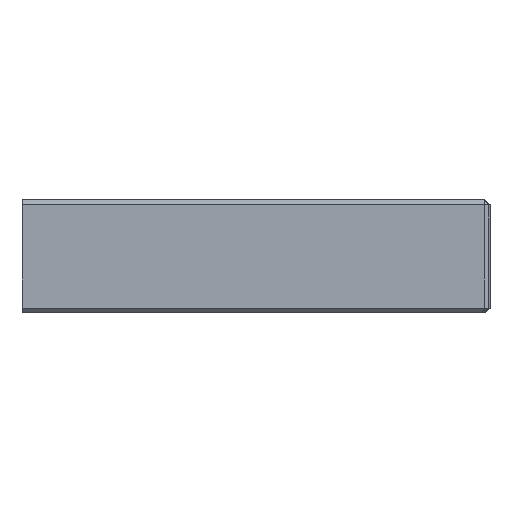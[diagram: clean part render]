
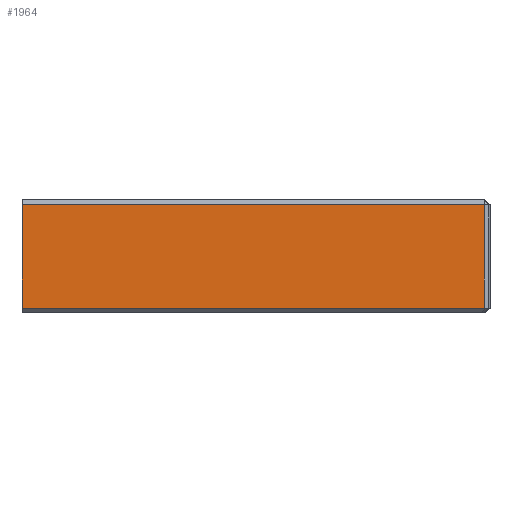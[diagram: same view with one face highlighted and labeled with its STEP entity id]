
A CAD part, left-side view. The second image highlights one B-rep face of the part: STEP entity #1964.
In plain terms, the highlighted planar face has unit normal (-1, 0, 0).
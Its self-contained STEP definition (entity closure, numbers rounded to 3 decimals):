
#1318=CARTESIAN_POINT('',(135.082,161.112,-85.694));
#1319=VERTEX_POINT('',#1318);
#1430=CARTESIAN_POINT('',(135.082,209.98,-96.594));
#1431=VERTEX_POINT('',#1430);
#1438=CARTESIAN_POINT('',(135.082,209.98,-85.694));
#1439=VERTEX_POINT('',#1438);
#1440=CARTESIAN_POINT('',(135.082,209.98,-85.694));
#1441=DIRECTION('',(0.,0.,-1.));
#1442=VECTOR('',#1441,10.9);
#1443=LINE('',#1440,#1442);
#1444=EDGE_CURVE('',#1439,#1431,#1443,.T.);
#1936=CARTESIAN_POINT('',(135.082,194.506,-91.509));
#1937=DIRECTION('',(1.,0.,0.));
#1938=DIRECTION('',(0.,-0.,-1.));
#1939=AXIS2_PLACEMENT_3D('',#1936,#1937,#1938);
#1940=PLANE('',#1939);
#1941=ORIENTED_EDGE('',*,*,#1444,.T.);
#1942=CARTESIAN_POINT('',(135.082,161.112,-96.594));
#1943=VERTEX_POINT('',#1942);
#1944=CARTESIAN_POINT('',(135.082,161.112,-96.594));
#1945=DIRECTION('',(-0.,1.,-0.));
#1946=VECTOR('',#1945,48.868);
#1947=LINE('',#1944,#1946);
#1948=EDGE_CURVE('',#1943,#1431,#1947,.T.);
#1949=ORIENTED_EDGE('',*,*,#1948,.F.);
#1950=CARTESIAN_POINT('',(135.082,161.112,-85.694));
#1951=DIRECTION('',(0.,-0.,-1.));
#1952=VECTOR('',#1951,10.9);
#1953=LINE('',#1950,#1952);
#1954=EDGE_CURVE('',#1319,#1943,#1953,.T.);
#1955=ORIENTED_EDGE('',*,*,#1954,.F.);
#1956=CARTESIAN_POINT('',(135.082,209.98,-85.694));
#1957=DIRECTION('',(0.,-1.,0.));
#1958=VECTOR('',#1957,48.868);
#1959=LINE('',#1956,#1958);
#1960=EDGE_CURVE('',#1439,#1319,#1959,.T.);
#1961=ORIENTED_EDGE('',*,*,#1960,.F.);
#1962=EDGE_LOOP('',(#1941,#1949,#1955,#1961));
#1963=FACE_BOUND('',#1962,.T.);
#1964=ADVANCED_FACE('',(#1963),#1940,.F.);
